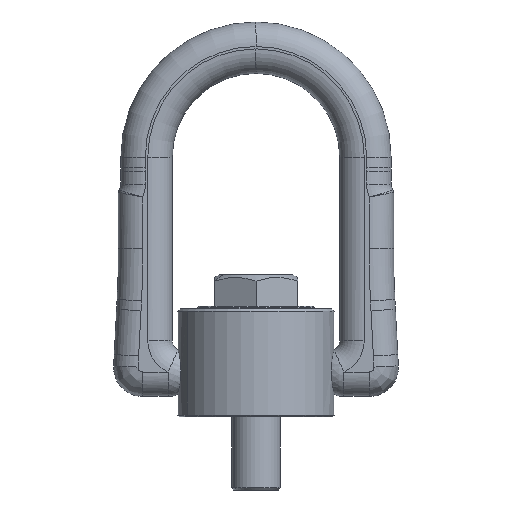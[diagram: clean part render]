
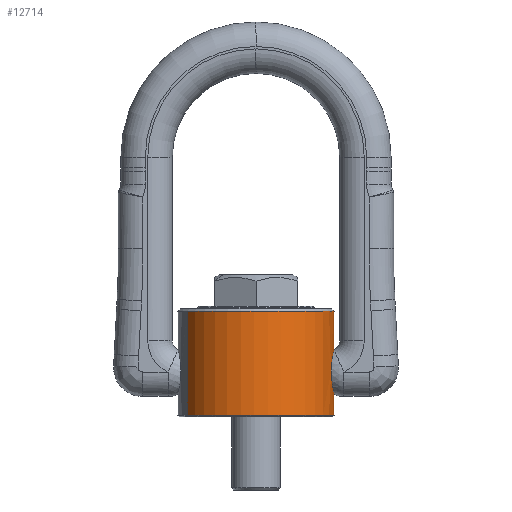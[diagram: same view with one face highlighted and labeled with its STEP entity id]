
A CAD part, left-side view. The second image highlights one B-rep face of the part: STEP entity #12714.
In plain terms, the highlighted cylindrical face has radius 16 mm (diameter 32 mm), a partial arc.
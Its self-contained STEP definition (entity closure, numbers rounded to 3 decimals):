
#52=CARTESIAN_POINT('Axis2P3D Location',(0.,0.,-49.25)) ;
#2464=CARTESIAN_POINT('Vertex',(7.671,-14.041,-31.5)) ;
#2466=CARTESIAN_POINT('Vertex',(-7.671,14.041,-31.5)) ;
#2469=CARTESIAN_POINT('Line Origine',(7.671,-14.041,-42.1)) ;
#2473=CARTESIAN_POINT('Vertex',(7.671,-14.041,-52.7)) ;
#2480=CARTESIAN_POINT('Vertex',(-7.671,14.041,-52.7)) ;
#2483=CARTESIAN_POINT('Line Origine',(-7.671,14.041,-42.1)) ;
#3384=CARTESIAN_POINT('Vertex',(1.19,-15.956,-39.41)) ;
#3512=CARTESIAN_POINT('Vertex',(0.25,-15.998,-48.505)) ;
#3516=CARTESIAN_POINT('Control Point',(0.25,-15.998,-48.505)) ;
#3517=CARTESIAN_POINT('Control Point',(0.748,-15.99,-48.502)) ;
#3518=CARTESIAN_POINT('Control Point',(1.247,-15.963,-48.423)) ;
#3519=CARTESIAN_POINT('Control Point',(1.754,-15.916,-48.268)) ;
#3520=CARTESIAN_POINT('Control Point',(2.875,-15.762,-47.694)) ;
#3521=CARTESIAN_POINT('Control Point',(3.775,-15.56,-46.686)) ;
#3522=CARTESIAN_POINT('Control Point',(4.148,-15.456,-46.016)) ;
#3523=CARTESIAN_POINT('Control Point',(4.632,-15.317,-44.529)) ;
#3524=CARTESIAN_POINT('Control Point',(4.53,-15.345,-42.962)) ;
#3525=CARTESIAN_POINT('Control Point',(4.321,-15.41,-42.183)) ;
#3526=CARTESIAN_POINT('Control Point',(3.834,-15.545,-41.22)) ;
#3527=CARTESIAN_POINT('Control Point',(3.118,-15.695,-40.461)) ;
#3528=CARTESIAN_POINT('Control Point',(2.913,-15.735,-40.276)) ;
#3529=CARTESIAN_POINT('Control Point',(2.465,-15.813,-39.932)) ;
#3530=CARTESIAN_POINT('Control Point',(1.972,-15.881,-39.67)) ;
#3531=CARTESIAN_POINT('Control Point',(1.712,-15.912,-39.558)) ;
#3532=CARTESIAN_POINT('Control Point',(1.441,-15.937,-39.471)) ;
#3533=CARTESIAN_POINT('Control Point',(1.19,-15.956,-39.41)) ;
#3851=CARTESIAN_POINT('Vertex',(-0.25,-15.998,-48.505)) ;
#3855=CARTESIAN_POINT('Control Point',(0.25,-15.998,-48.505)) ;
#3856=CARTESIAN_POINT('Control Point',(0.083,-16.001,-48.506)) ;
#3857=CARTESIAN_POINT('Control Point',(-0.083,-16.001,-48.506)) ;
#3858=CARTESIAN_POINT('Control Point',(-0.25,-15.998,-48.505)) ;
#4723=CARTESIAN_POINT('Vertex',(0.25,-15.998,-39.292)) ;
#4744=CARTESIAN_POINT('Control Point',(0.25,-15.998,-39.292)) ;
#4745=CARTESIAN_POINT('Control Point',(0.575,-15.993,-39.295)) ;
#4746=CARTESIAN_POINT('Control Point',(0.894,-15.978,-39.339)) ;
#4747=CARTESIAN_POINT('Control Point',(1.19,-15.956,-39.41)) ;
#5536=CARTESIAN_POINT('Vertex',(-1.19,-15.956,-39.41)) ;
#5540=CARTESIAN_POINT('Control Point',(-0.25,-15.998,-48.505)) ;
#5541=CARTESIAN_POINT('Control Point',(-0.748,-15.99,-48.502)) ;
#5542=CARTESIAN_POINT('Control Point',(-1.247,-15.963,-48.423)) ;
#5543=CARTESIAN_POINT('Control Point',(-1.754,-15.916,-48.268)) ;
#5544=CARTESIAN_POINT('Control Point',(-2.875,-15.762,-47.694)) ;
#5545=CARTESIAN_POINT('Control Point',(-3.775,-15.56,-46.686)) ;
#5546=CARTESIAN_POINT('Control Point',(-4.148,-15.456,-46.016)) ;
#5547=CARTESIAN_POINT('Control Point',(-4.632,-15.317,-44.529)) ;
#5548=CARTESIAN_POINT('Control Point',(-4.53,-15.345,-42.962)) ;
#5549=CARTESIAN_POINT('Control Point',(-4.321,-15.41,-42.183)) ;
#5550=CARTESIAN_POINT('Control Point',(-3.834,-15.545,-41.22)) ;
#5551=CARTESIAN_POINT('Control Point',(-3.118,-15.695,-40.461)) ;
#5552=CARTESIAN_POINT('Control Point',(-2.913,-15.735,-40.276)) ;
#5553=CARTESIAN_POINT('Control Point',(-2.465,-15.813,-39.932)) ;
#5554=CARTESIAN_POINT('Control Point',(-1.972,-15.881,-39.67)) ;
#5555=CARTESIAN_POINT('Control Point',(-1.712,-15.912,-39.558)) ;
#5556=CARTESIAN_POINT('Control Point',(-1.441,-15.937,-39.471)) ;
#5557=CARTESIAN_POINT('Control Point',(-1.19,-15.956,-39.41)) ;
#5572=CARTESIAN_POINT('Control Point',(-0.25,-15.998,-39.292)) ;
#5573=CARTESIAN_POINT('Control Point',(-0.083,-16.001,-39.291)) ;
#5574=CARTESIAN_POINT('Control Point',(0.083,-16.001,-39.291)) ;
#5575=CARTESIAN_POINT('Control Point',(0.25,-15.998,-39.292)) ;
#5576=CARTESIAN_POINT('Vertex',(-0.25,-15.998,-39.292)) ;
#7839=CARTESIAN_POINT('Control Point',(-0.25,-15.998,-39.292)) ;
#7840=CARTESIAN_POINT('Control Point',(-0.575,-15.993,-39.295)) ;
#7841=CARTESIAN_POINT('Control Point',(-0.894,-15.978,-39.339)) ;
#7842=CARTESIAN_POINT('Control Point',(-1.19,-15.956,-39.41)) ;
#12683=CARTESIAN_POINT('Axis2P3D Location',(0.,0.,-31.5)) ;
#12695=CARTESIAN_POINT('Axis2P3D Location',(0.,0.,-52.7)) ;
#53=DIRECTION('Axis2P3D Direction',(0.,0.,1.)) ;
#54=DIRECTION('Axis2P3D XDirection',(0.479,-0.878,0.)) ;
#2470=DIRECTION('Vector Direction',(0.,0.,1.)) ;
#2484=DIRECTION('Vector Direction',(0.,0.,1.)) ;
#12684=DIRECTION('Axis2P3D Direction',(0.,0.,-1.)) ;
#12696=DIRECTION('Axis2P3D Direction',(0.,0.,1.)) ;
#55=AXIS2_PLACEMENT_3D('Cylinder Axis2P3D',#52,#53,#54) ;
#12685=AXIS2_PLACEMENT_3D('Circle Axis2P3D',#12683,#12684,$) ;
#12697=AXIS2_PLACEMENT_3D('Circle Axis2P3D',#12695,#12696,$) ;
#12701=ORIENTED_EDGE('',*,*,#12687,.F.) ;
#12702=ORIENTED_EDGE('',*,*,#2487,.T.) ;
#12703=ORIENTED_EDGE('',*,*,#12699,.T.) ;
#12704=ORIENTED_EDGE('',*,*,#2475,.F.) ;
#12707=ORIENTED_EDGE('',*,*,#3859,.T.) ;
#12708=ORIENTED_EDGE('',*,*,#5558,.T.) ;
#12709=ORIENTED_EDGE('',*,*,#7843,.F.) ;
#12710=ORIENTED_EDGE('',*,*,#5578,.T.) ;
#12711=ORIENTED_EDGE('',*,*,#4748,.T.) ;
#12712=ORIENTED_EDGE('',*,*,#3534,.F.) ;
#12713=FACE_BOUND('',#12706,.T.) ;
#2471=VECTOR('Line Direction',#2470,1.) ;
#2485=VECTOR('Line Direction',#2484,1.) ;
#12714=ADVANCED_FACE('\X2\672C9AD4\X0\.2',(#12705,#12713),#56,.T.) ;
#3515=B_SPLINE_CURVE_WITH_KNOTS('',5,(#3516,#3517,#3518,#3519,#3520,#3521,#3522,#3523,#3524,#3525,#3526,#3527,#3528,#3529,#3530,#3531,#3532,#3533),.UNSPECIFIED.,.F.,.U.,(6,3,3,3,3,6),(0.,4.228,9.534,15.122,17.138,19.269),.UNSPECIFIED.) ;
#3854=B_SPLINE_CURVE_WITH_KNOTS('',3,(#3855,#3856,#3857,#3858),.UNSPECIFIED.,.F.,.U.,(4,4),(0.,0.707),.UNSPECIFIED.) ;
#4743=B_SPLINE_CURVE_WITH_KNOTS('',3,(#4744,#4745,#4746,#4747),.UNSPECIFIED.,.F.,.U.,(4,4),(0.,1.381),.UNSPECIFIED.) ;
#5539=B_SPLINE_CURVE_WITH_KNOTS('',5,(#5540,#5541,#5542,#5543,#5544,#5545,#5546,#5547,#5548,#5549,#5550,#5551,#5552,#5553,#5554,#5555,#5556,#5557),.UNSPECIFIED.,.F.,.U.,(6,3,3,3,3,6),(0.,4.228,9.534,15.122,17.138,19.269),.UNSPECIFIED.) ;
#5571=B_SPLINE_CURVE_WITH_KNOTS('',3,(#5572,#5573,#5574,#5575),.UNSPECIFIED.,.F.,.U.,(4,4),(0.,0.707),.UNSPECIFIED.) ;
#7838=B_SPLINE_CURVE_WITH_KNOTS('',3,(#7839,#7840,#7841,#7842),.UNSPECIFIED.,.F.,.U.,(4,4),(0.,1.381),.UNSPECIFIED.) ;
#12686=CIRCLE('generated circle',#12685,16.) ;
#12698=CIRCLE('generated circle',#12697,16.) ;
#56=CYLINDRICAL_SURFACE('generated cylinder',#55,16.) ;
#2475=EDGE_CURVE('',#2465,#2474,#2472,.F.) ;
#2487=EDGE_CURVE('',#2467,#2481,#2486,.F.) ;
#3534=EDGE_CURVE('',#3513,#3385,#3515,.T.) ;
#3859=EDGE_CURVE('',#3513,#3852,#3854,.T.) ;
#4748=EDGE_CURVE('',#4724,#3385,#4743,.T.) ;
#5558=EDGE_CURVE('',#3852,#5537,#5539,.T.) ;
#5578=EDGE_CURVE('',#5577,#4724,#5571,.T.) ;
#7843=EDGE_CURVE('',#5577,#5537,#7838,.T.) ;
#12687=EDGE_CURVE('',#2467,#2465,#12686,.F.) ;
#12699=EDGE_CURVE('',#2481,#2474,#12698,.T.) ;
#12700=EDGE_LOOP('',(#12701,#12702,#12703,#12704)) ;
#12706=EDGE_LOOP('',(#12707,#12708,#12709,#12710,#12711,#12712)) ;
#12705=FACE_OUTER_BOUND('',#12700,.T.) ;
#2472=LINE('Line',#2469,#2471) ;
#2486=LINE('Line',#2483,#2485) ;
#2465=VERTEX_POINT('',#2464) ;
#2467=VERTEX_POINT('',#2466) ;
#2474=VERTEX_POINT('',#2473) ;
#2481=VERTEX_POINT('',#2480) ;
#3385=VERTEX_POINT('',#3384) ;
#3513=VERTEX_POINT('',#3512) ;
#3852=VERTEX_POINT('',#3851) ;
#4724=VERTEX_POINT('',#4723) ;
#5537=VERTEX_POINT('',#5536) ;
#5577=VERTEX_POINT('',#5576) ;
